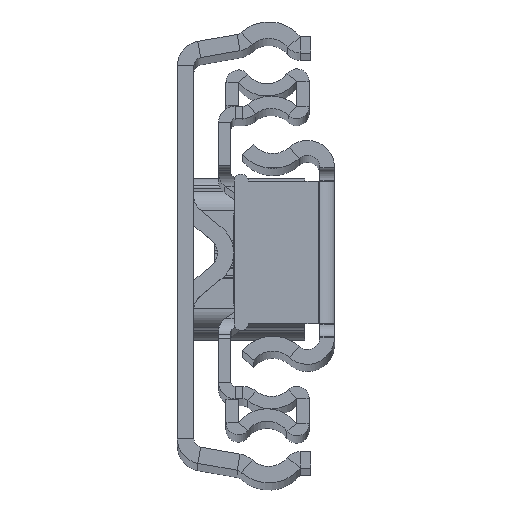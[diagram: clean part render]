
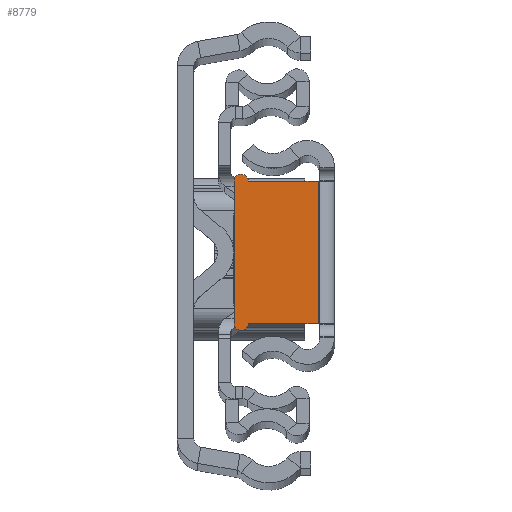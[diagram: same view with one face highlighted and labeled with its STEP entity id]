
A CAD part, top view. The second image highlights one B-rep face of the part: STEP entity #8779.
In plain terms, the highlighted planar face has unit normal (0, 0, 1).
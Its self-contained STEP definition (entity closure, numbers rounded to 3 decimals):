
#427 = VECTOR ( 'NONE', #26072, 1000. ) ;
#2149 = VERTEX_POINT ( 'NONE', #2328 ) ;
#2328 = CARTESIAN_POINT ( 'NONE',  ( -10.5, -8.65, 0. ) ) ;
#2856 = CARTESIAN_POINT ( 'NONE',  ( -2., -8.65, 0. ) ) ;
#2971 = CARTESIAN_POINT ( 'NONE',  ( -2., 8.65, 0. ) ) ;
#3185 = VERTEX_POINT ( 'NONE', #37756 ) ;
#4124 = ORIENTED_EDGE ( 'NONE', *, *, #15625, .T. ) ;
#4571 = AXIS2_PLACEMENT_3D ( 'NONE', #4790, #39110, #32144 ) ;
#4790 = CARTESIAN_POINT ( 'NONE',  ( 0., 0., 0. ) ) ;
#5815 = DIRECTION ( 'NONE',  ( -1., 0., 0. ) ) ;
#6960 = EDGE_CURVE ( 'NONE', #35585, #3185, #21662, .T. ) ;
#7106 = DIRECTION ( 'NONE',  ( 0., 1., 0. ) ) ;
#7314 = CARTESIAN_POINT ( 'NONE',  ( -12.2, 8.65, 0. ) ) ;
#7497 = PLANE ( 'NONE',  #4571 ) ;
#8779 = ADVANCED_FACE ( 'NONE', ( #11118 ), #7497, .T. ) ;
#11118 = FACE_OUTER_BOUND ( 'NONE', #15355, .T. ) ;
#11337 = EDGE_CURVE ( 'NONE', #38912, #12217, #24311, .T. ) ;
#12217 = VERTEX_POINT ( 'NONE', #2971 ) ;
#14115 = DIRECTION ( 'NONE',  ( 1., 0., 0. ) ) ;
#14601 = CARTESIAN_POINT ( 'NONE',  ( -10.5, 8.65, 0. ) ) ;
#15048 = CARTESIAN_POINT ( 'NONE',  ( -12.2, -8.65, 0. ) ) ;
#15355 = EDGE_LOOP ( 'NONE', ( #31545, #4124, #23669, #29310, #32700, #18573 ) ) ;
#15625 = EDGE_CURVE ( 'NONE', #37010, #2149, #36730, .T. ) ;
#16565 = VECTOR ( 'NONE', #14115, 1000. ) ;
#17271 = VECTOR ( 'NONE', #5815, 1000. ) ;
#18573 = ORIENTED_EDGE ( 'NONE', *, *, #6960, .T. ) ;
#18913 = LINE ( 'NONE', #25928, #17271 ) ;
#19497 = AXIS2_PLACEMENT_3D ( 'NONE', #26209, #40403, #32986 ) ;
#21662 = CIRCLE ( 'NONE', #19497, 0.85 ) ;
#21789 = CARTESIAN_POINT ( 'NONE',  ( -2., 0., 0. ) ) ;
#22041 = VECTOR ( 'NONE', #7106, 1000. ) ;
#23669 = ORIENTED_EDGE ( 'NONE', *, *, #41666, .F. ) ;
#24311 = LINE ( 'NONE', #21789, #427 ) ;
#25928 = CARTESIAN_POINT ( 'NONE',  ( -12.2, -8.65, 0. ) ) ;
#26072 = DIRECTION ( 'NONE',  ( 0., 1., 0. ) ) ;
#26079 = DIRECTION ( 'NONE',  ( -1., 0., 0. ) ) ;
#26209 = CARTESIAN_POINT ( 'NONE',  ( -11.35, 8.65, 0. ) ) ;
#29310 = ORIENTED_EDGE ( 'NONE', *, *, #11337, .T. ) ;
#30676 = EDGE_CURVE ( 'NONE', #35585, #12217, #41433, .T. ) ;
#31545 = ORIENTED_EDGE ( 'NONE', *, *, #36088, .F. ) ;
#32144 = DIRECTION ( 'NONE',  ( 1., 0., 0. ) ) ;
#32201 = CARTESIAN_POINT ( 'NONE',  ( -11.35, -8.65, 0. ) ) ;
#32700 = ORIENTED_EDGE ( 'NONE', *, *, #30676, .F. ) ;
#32986 = DIRECTION ( 'NONE',  ( 1., 0., 0. ) ) ;
#34896 = LINE ( 'NONE', #7314, #22041 ) ;
#35585 = VERTEX_POINT ( 'NONE', #14601 ) ;
#36088 = EDGE_CURVE ( 'NONE', #37010, #3185, #34896, .T. ) ;
#36730 = CIRCLE ( 'NONE', #42454, 0.85 ) ;
#37010 = VERTEX_POINT ( 'NONE', #15048 ) ;
#37756 = CARTESIAN_POINT ( 'NONE',  ( -12.2, 8.65, 0. ) ) ;
#37850 = CARTESIAN_POINT ( 'NONE',  ( -1.8, 8.65, 0. ) ) ;
#38912 = VERTEX_POINT ( 'NONE', #2856 ) ;
#39110 = DIRECTION ( 'NONE',  ( 0., 0., 1. ) ) ;
#40403 = DIRECTION ( 'NONE',  ( 0., 0., 1. ) ) ;
#41433 = LINE ( 'NONE', #37850, #16565 ) ;
#41666 = EDGE_CURVE ( 'NONE', #38912, #2149, #18913, .T. ) ;
#42454 = AXIS2_PLACEMENT_3D ( 'NONE', #32201, #42752, #26079 ) ;
#42752 = DIRECTION ( 'NONE',  ( 0., 0., 1. ) ) ;
